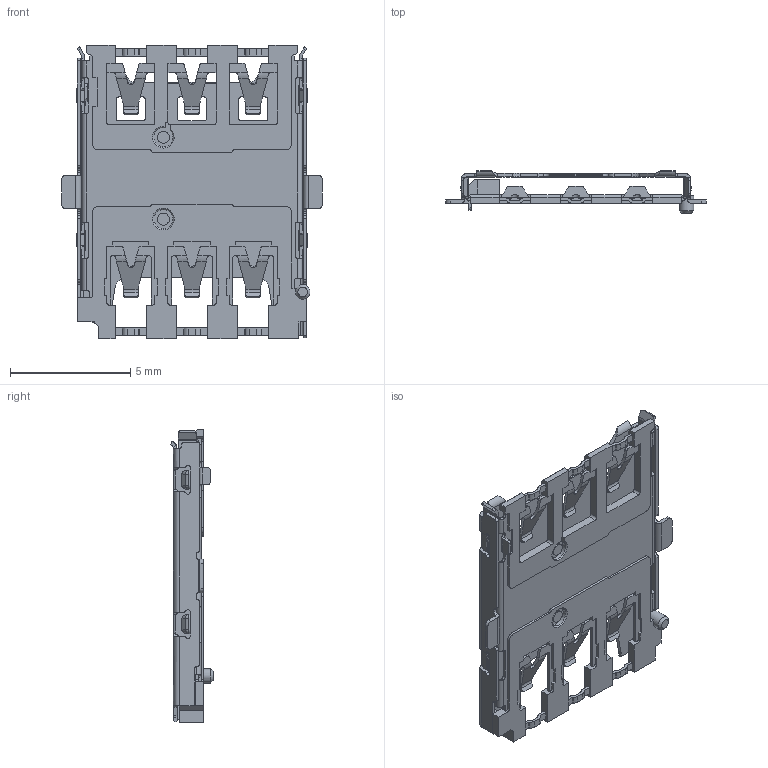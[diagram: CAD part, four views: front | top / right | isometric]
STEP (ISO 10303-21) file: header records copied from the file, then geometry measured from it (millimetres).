
FILE_DESCRIPTION( ( 'STEP AP214' ), '1' );
FILE_NAME( 'SIM8051-6-0-14-01-A.stp', '2020-10-05T16:35:58', ( 'License CC BY-ND 4.0' ), ( 'CADENAS' ), ' ', 'PARTsolutions', ' ' );
FILE_SCHEMA( ( 'AUTOMOTIVE_DESIGN { 1 0 10303 214 1 1 1 1 }' ) );
Length unit declared in the file: millimetre
Products named in the file (2): SIM8051-6-0-14-01-A; ÇÐ³ý-À­Éì4
Assembly tree (1 placements, depth 2):
  SIM8051-6-0-14-01-A
    ÇÐ³ý-À­Éì4
Bounding box: 10.84 x 1.75 x 12.2 mm (x, y, z)
Volume: 38 mm3; surface area: 465.1 mm2
Topology: 1 solids, 1 shells, 998 faces, 2822 edges, 1787 vertices
Faces by surface type: plane 575, cylinder 358, bspline 62, cone 3
Full cylindrical faces by diameter (mm): 0.5 x2, 0.6 x1, 0.8 x1
Entity records: 41711 total; most frequent: CARTESIAN_POINT 8143, ORIENTED_EDGE 5606, DIRECTION 5060, EDGE_CURVE 2803, LINE 1928, VECTOR 1928, VERTEX_POINT 1782, AXIS2_PLACEMENT_3D 1566
